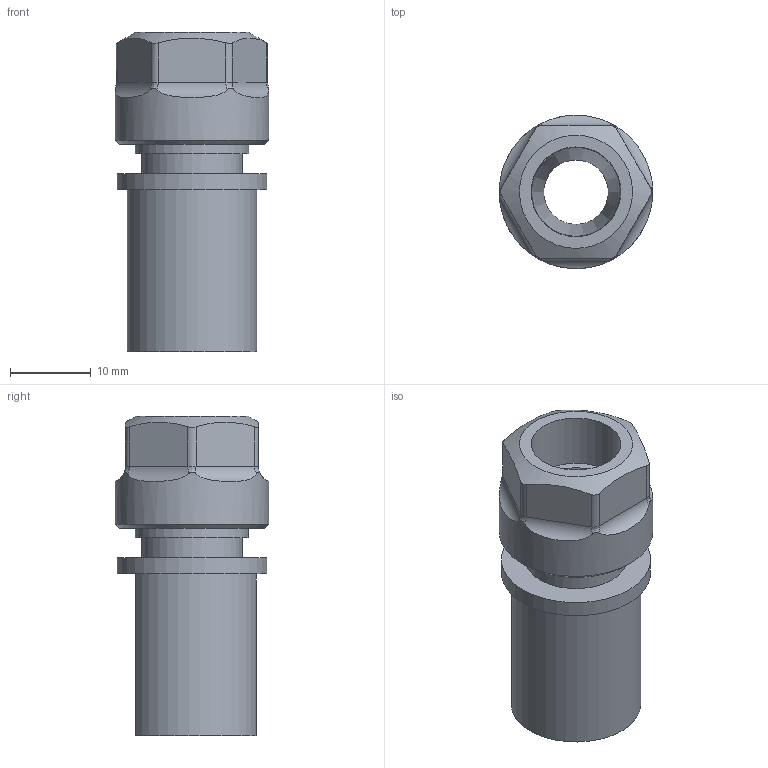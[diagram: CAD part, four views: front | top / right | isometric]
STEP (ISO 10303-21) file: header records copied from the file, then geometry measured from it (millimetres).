
FILE_DESCRIPTION (( 'STEP AP214' ), '1' );
FILE_NAME ('04-1372.STEP', '2024-07-19T17:57:24', ( '' ), ( '' ), 'SwSTEP 2.0', 'SolidWorks 2022', '' );
FILE_SCHEMA (( 'AUTOMOTIVE_DESIGN' ));
Length unit declared in the file: inch
Products named in the file (3): 04-1372; 10000215420; 10000213600
Assembly tree (2 placements, depth 2):
  04-1372
    10000213600
    10000215420
Bounding box: 19 x 18.99 x 39.5 mm (x, y, z)
Volume: 6010.9 mm3; surface area: 4704.4 mm2
Topology: 2 solids, 2 shells, 46 faces, 102 edges, 65 vertices
Faces by surface type: cylinder 20, plane 15, bspline 8, cone 3
Full cylindrical faces by diameter (mm): 8 x1, 11.1 x1, 12.5 x1, 14 x1, 18.5 x1, 19 x1
Entity records: 2877 total; most frequent: CARTESIAN_POINT 1461, ORIENTED_EDGE 178, DIRECTION 156, EDGE_CURVE 89, AXIS2_PLACEMENT_3D 67, EDGE_LOOP 63, VERTEX_POINT 60, FACE_OUTER_BOUND 52
